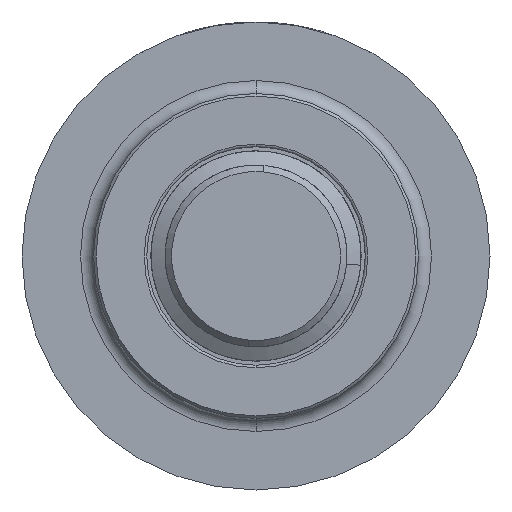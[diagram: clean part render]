
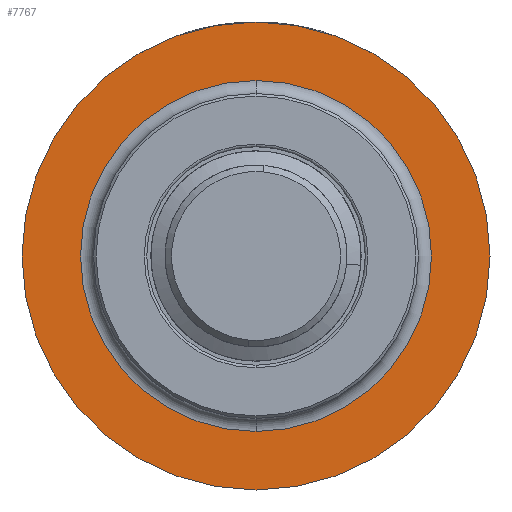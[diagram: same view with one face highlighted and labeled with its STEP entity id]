
A CAD part, front view. The second image highlights one B-rep face of the part: STEP entity #7767.
In plain terms, the highlighted planar face has unit normal (0, -1, 0).
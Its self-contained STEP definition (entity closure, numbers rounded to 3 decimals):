
#432 = DIRECTION ( 'NONE',  ( 0., 0., -1. ) ) ;
#841 = DIRECTION ( 'NONE',  ( 0., 0., -1. ) ) ;
#1030 = AXIS2_PLACEMENT_3D ( 'NONE', #2632, #4534, #4481 ) ;
#1257 = CARTESIAN_POINT ( 'NONE',  ( 0., 4.42, 18. ) ) ;
#1455 = CARTESIAN_POINT ( 'NONE',  ( 13.5, 4.42, 0. ) ) ;
#1876 = FACE_OUTER_BOUND ( 'NONE', #4765, .T. ) ;
#1943 = CARTESIAN_POINT ( 'NONE',  ( 0., 4.42, 0. ) ) ;
#2193 = EDGE_CURVE ( 'NONE', #7643, #7398, #2857, .T. ) ;
#2576 = EDGE_LOOP ( 'NONE', ( #6872, #7552 ) ) ;
#2632 = CARTESIAN_POINT ( 'NONE',  ( 0., 4.42, 0. ) ) ;
#2679 = AXIS2_PLACEMENT_3D ( 'NONE', #4150, #4782, #432 ) ;
#2715 = CARTESIAN_POINT ( 'NONE',  ( 0., 4.42, 13.5 ) ) ;
#2857 = CIRCLE ( 'NONE', #5201, 18. ) ;
#3347 = DIRECTION ( 'NONE',  ( 0., 0., -1. ) ) ;
#3818 = EDGE_CURVE ( 'NONE', #4776, #6593, #5947, .T. ) ;
#3833 = EDGE_CURVE ( 'NONE', #6593, #4776, #5143, .T. ) ;
#3964 = DIRECTION ( 'NONE',  ( 0., -1., 0. ) ) ;
#4058 = CARTESIAN_POINT ( 'NONE',  ( 0., 4.42, -18. ) ) ;
#4063 = CARTESIAN_POINT ( 'NONE',  ( 0., 4.42, -13.5 ) ) ;
#4150 = CARTESIAN_POINT ( 'NONE',  ( 0., 4.42, 0. ) ) ;
#4229 = AXIS2_PLACEMENT_3D ( 'NONE', #1455, #3964, #841 ) ;
#4481 = DIRECTION ( 'NONE',  ( 0., 0., -1. ) ) ;
#4534 = DIRECTION ( 'NONE',  ( 0., -1., 0. ) ) ;
#4588 = DIRECTION ( 'NONE',  ( 0., -1., 0. ) ) ;
#4765 = EDGE_LOOP ( 'NONE', ( #8081, #5406 ) ) ;
#4776 = VERTEX_POINT ( 'NONE', #2715 ) ;
#4782 = DIRECTION ( 'NONE',  ( 0., -1., 0. ) ) ;
#5098 = DIRECTION ( 'NONE',  ( 0., 0., -1. ) ) ;
#5138 = AXIS2_PLACEMENT_3D ( 'NONE', #1943, #7727, #5098 ) ;
#5143 = CIRCLE ( 'NONE', #1030, 13.5 ) ;
#5201 = AXIS2_PLACEMENT_3D ( 'NONE', #5288, #4588, #3347 ) ;
#5288 = CARTESIAN_POINT ( 'NONE',  ( 0., 4.42, 0. ) ) ;
#5406 = ORIENTED_EDGE ( 'NONE', *, *, #2193, .T. ) ;
#5947 = CIRCLE ( 'NONE', #5138, 13.5 ) ;
#6091 = EDGE_CURVE ( 'NONE', #7398, #7643, #6735, .T. ) ;
#6593 = VERTEX_POINT ( 'NONE', #4063 ) ;
#6735 = CIRCLE ( 'NONE', #2679, 18. ) ;
#6872 = ORIENTED_EDGE ( 'NONE', *, *, #3833, .F. ) ;
#7398 = VERTEX_POINT ( 'NONE', #4058 ) ;
#7517 = FACE_BOUND ( 'NONE', #2576, .T. ) ;
#7552 = ORIENTED_EDGE ( 'NONE', *, *, #3818, .F. ) ;
#7643 = VERTEX_POINT ( 'NONE', #1257 ) ;
#7727 = DIRECTION ( 'NONE',  ( 0., -1., 0. ) ) ;
#7765 = PLANE ( 'NONE',  #4229 ) ;
#7767 = ADVANCED_FACE ( 'NONE', ( #1876, #7517 ), #7765, .T. ) ;
#8081 = ORIENTED_EDGE ( 'NONE', *, *, #6091, .T. ) ;
